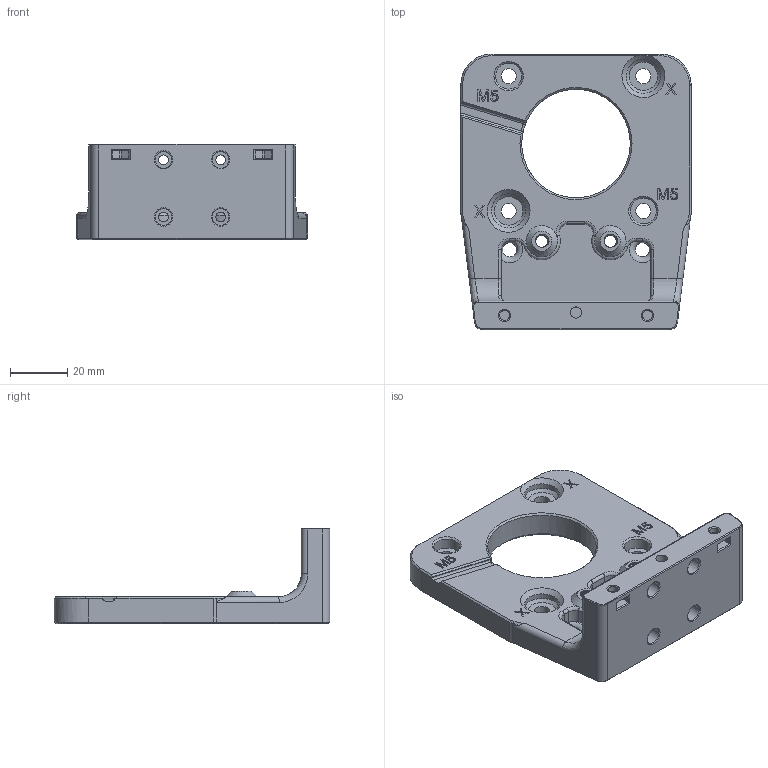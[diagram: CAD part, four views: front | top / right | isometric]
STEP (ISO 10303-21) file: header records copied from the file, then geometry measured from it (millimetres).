
FILE_DESCRIPTION(/* description */ (''),/* implementation_level */ '2;1');
FILE_NAME(/* name */ 'OSSM - Body - 2.x AIO - Base.step',/* time_stamp */ '2024-09-14T23:16:40-04:00',/* author */ (''),/* organization */ (''),/* preprocessor_version */ 'ST-DEVELOPER v20',/* originating_system */ 'Autodesk Translation Framework v13.14.0.145',/* authorisation */ '');
FILE_SCHEMA (('AUTOMOTIVE_DESIGN { 1 0 10303 214 3 1 1 }'));
Length unit declared in the file: millimetre
Products named in the file (1): (Unsaved)
Bounding box: 80.85 x 96.5 x 33.5 mm (x, y, z)
Volume: 68274.5 mm3; surface area: 23601.3 mm2
Topology: 1 solids, 1 shells, 363 faces, 956 edges, 608 vertices
Faces by surface type: plane 136, cylinder 112, bspline 79, torus 20, cone 16
Full cylindrical faces by diameter (mm): 3.4 x4, 3.5 x4, 4 x1, 4.234 x16, 5.12 x8, 5.3 x4, 5.8 x4, 9.1 x2, 12 x2
Entity records: 16491 total; most frequent: CARTESIAN_POINT 8155, ORIENTED_EDGE 1908, DIRECTION 1390, EDGE_CURVE 954, VERTEX_POINT 608, LINE 484, VECTOR 484, AXIS2_PLACEMENT_3D 453
